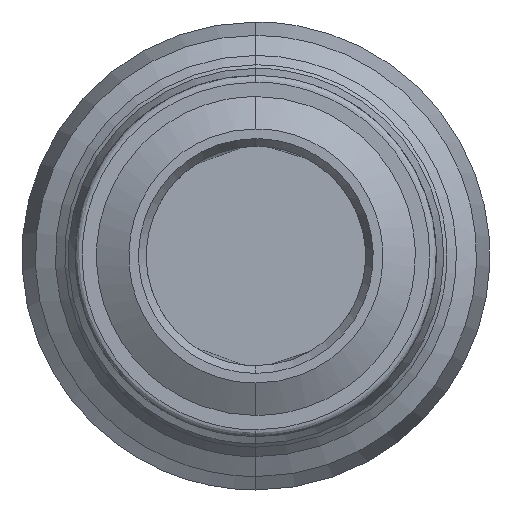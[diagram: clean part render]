
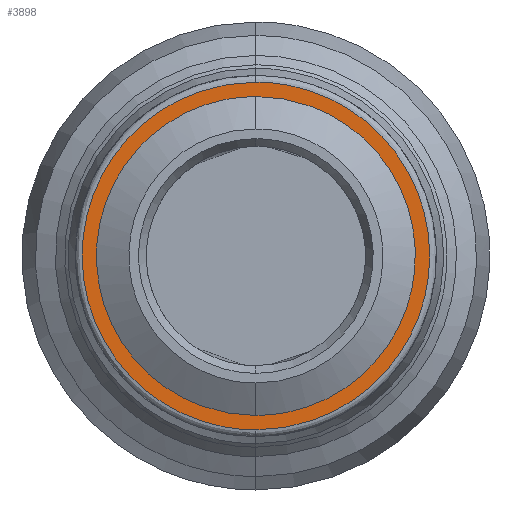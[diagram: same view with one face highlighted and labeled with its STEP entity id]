
A CAD part, front view. The second image highlights one B-rep face of the part: STEP entity #3898.
In plain terms, the highlighted free-form (B-spline) face has degree [1, 1] with [2, 2] control points.
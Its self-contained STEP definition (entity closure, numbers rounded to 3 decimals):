
#12 = FACE_OUTER_BOUND ( 'NONE', #2855, .T. ) ;
#44 = CARTESIAN_POINT ( 'NONE',  ( 5.962, -3.7, 0.783 ) ) ;
#60 = CARTESIAN_POINT ( 'NONE',  ( 3.005, -3.7, -5.209 ) ) ;
#92 = CARTESIAN_POINT ( 'NONE',  ( 0., -3.7, -6.5 ) ) ;
#100 = CARTESIAN_POINT ( 'NONE',  ( 0., -3.7, 5.962 ) ) ;
#163 = CARTESIAN_POINT ( 'NONE',  ( 5.679, -3.7, -3.276 ) ) ;
#176 = CARTESIAN_POINT ( 'NONE',  ( 0., -3.7, -6.5 ) ) ;
#182 = EDGE_CURVE ( 'NONE', #2848, #2170, #1675, .T. ) ;
#183 = CARTESIAN_POINT ( 'NONE',  ( 1.558, -3.7, -5.808 ) ) ;
#188 = CARTESIAN_POINT ( 'NONE',  ( -4.77, -3.7, -3.662 ) ) ;
#208 = FACE_BOUND ( 'NONE', #2845, .T. ) ;
#217 = CARTESIAN_POINT ( 'NONE',  ( -3.662, -3.7, 4.77 ) ) ;
#221 = CARTESIAN_POINT ( 'NONE',  ( -6.578, -3.7, 6.578 ) ) ;
#412 = ORIENTED_EDGE ( 'NONE', *, *, #554, .T. ) ;
#416 = CARTESIAN_POINT ( 'NONE',  ( 0.854, -3.7, -6.5 ) ) ;
#418 = CARTESIAN_POINT ( 'NONE',  ( -5.679, -3.7, -3.276 ) ) ;
#437 = CARTESIAN_POINT ( 'NONE',  ( -3.276, -3.7, 5.679 ) ) ;
#499 = CARTESIAN_POINT ( 'NONE',  ( 3.993, -3.7, -5.2 ) ) ;
#506 = CARTESIAN_POINT ( 'NONE',  ( -5.808, -3.7, -1.558 ) ) ;
#518 = CARTESIAN_POINT ( 'NONE',  ( -1.558, -3.7, 5.808 ) ) ;
#528 = CARTESIAN_POINT ( 'NONE',  ( -5.209, -3.7, -3.005 ) ) ;
#543 = ORIENTED_EDGE ( 'NONE', *, *, #182, .T. ) ;
#554 = EDGE_CURVE ( 'NONE', #2170, #2848, #705, .T. ) ;
#593 = EDGE_CURVE ( 'NONE', #1488, #2608, #1060, .T. ) ;
#705 = B_SPLINE_CURVE_WITH_KNOTS ( 'NONE', 3,
 ( #3763, #3430, #3114, #2472, #2478, #188, #528, #506, #846, #1820, #3422, #1507, #2778, #217, #824, #518, #2788, #1483 ),
 .UNSPECIFIED., .F., .F.,
 ( 4, 2, 2, 2, 2, 2, 2, 2, 4 ),
 ( 0., 0.393, 0.785, 1.178, 1.571, 1.963, 2.356, 2.749, 3.142 ),
 .UNSPECIFIED. ) ;
#743 = CARTESIAN_POINT ( 'NONE',  ( 0., -3.7, 6.5 ) ) ;
#749 = CARTESIAN_POINT ( 'NONE',  ( 0., -3.7, 6.5 ) ) ;
#824 = CARTESIAN_POINT ( 'NONE',  ( -3.005, -3.7, 5.209 ) ) ;
#846 = CARTESIAN_POINT ( 'NONE',  ( -5.962, -3.7, -0.783 ) ) ;
#849 = CARTESIAN_POINT ( 'NONE',  ( 0., -3.7, -5.962 ) ) ;
#876 = CARTESIAN_POINT ( 'NONE',  ( 6.578, -3.7, -6.578 ) ) ;
#965 = CARTESIAN_POINT ( 'NONE',  ( 0., -3.7, -5.962 ) ) ;
#1018 = CARTESIAN_POINT ( 'NONE',  ( 5.808, -3.7, -1.558 ) ) ;
#1060 = B_SPLINE_CURVE_WITH_KNOTS ( 'NONE', 3,
 ( #743, #2747, #3020, #437, #1715, #2722, #3321, #3652, #1731, #4005, #1418, #418, #1065, #3334, #1406, #2045, #2707, #2071 ),
 .UNSPECIFIED., .F., .F.,
 ( 4, 2, 2, 2, 2, 2, 2, 2, 4 ),
 ( 0., 0.393, 0.785, 1.178, 1.571, 1.963, 2.356, 2.749, 3.142 ),
 .UNSPECIFIED. ) ;
#1065 = CARTESIAN_POINT ( 'NONE',  ( -5.2, -3.7, -3.993 ) ) ;
#1148 = CARTESIAN_POINT ( 'NONE',  ( 3.276, -3.7, 5.679 ) ) ;
#1345 = CARTESIAN_POINT ( 'NONE',  ( 3.662, -3.7, 4.77 ) ) ;
#1354 = CARTESIAN_POINT ( 'NONE',  ( 5.209, -3.7, -3.005 ) ) ;
#1406 = CARTESIAN_POINT ( 'NONE',  ( -3.276, -3.7, -5.679 ) ) ;
#1418 = CARTESIAN_POINT ( 'NONE',  ( -6.332, -3.7, -1.699 ) ) ;
#1465 = CARTESIAN_POINT ( 'NONE',  ( 5.2, -3.7, 3.993 ) ) ;
#1476 = CARTESIAN_POINT ( 'NONE',  ( 6.5, -3.7, -0.854 ) ) ;
#1483 = CARTESIAN_POINT ( 'NONE',  ( 0., -3.7, 5.962 ) ) ;
#1488 = VERTEX_POINT ( 'NONE', #749 ) ;
#1507 = CARTESIAN_POINT ( 'NONE',  ( -5.209, -3.7, 3.005 ) ) ;
#1617 = CARTESIAN_POINT ( 'NONE',  ( 0., -3.7, 5.962 ) ) ;
#1651 = CARTESIAN_POINT ( 'NONE',  ( 4.77, -3.7, 3.662 ) ) ;
#1675 = B_SPLINE_CURVE_WITH_KNOTS ( 'NONE', 3,
 ( #100, #2393, #2956, #1694, #1345, #1651, #3929, #1976, #44, #2331, #1018, #1354, #3942, #1992, #60, #183, #3768, #849 ),
 .UNSPECIFIED., .F., .F.,
 ( 4, 2, 2, 2, 2, 2, 2, 2, 4 ),
 ( 0., 0.393, 0.785, 1.178, 1.571, 1.963, 2.356, 2.749, 3.142 ),
 .UNSPECIFIED. ) ;
#1694 = CARTESIAN_POINT ( 'NONE',  ( 3.005, -3.7, 5.209 ) ) ;
#1715 = CARTESIAN_POINT ( 'NONE',  ( -3.993, -3.7, 5.2 ) ) ;
#1731 = CARTESIAN_POINT ( 'NONE',  ( -6.5, -3.7, 0.854 ) ) ;
#1788 = CARTESIAN_POINT ( 'NONE',  ( 0., -3.7, 6.5 ) ) ;
#1800 = CARTESIAN_POINT ( 'NONE',  ( 5.2, -3.7, -3.993 ) ) ;
#1805 = CARTESIAN_POINT ( 'NONE',  ( 0.854, -3.7, 6.5 ) ) ;
#1820 = CARTESIAN_POINT ( 'NONE',  ( -5.962, -3.7, 0.783 ) ) ;
#1976 = CARTESIAN_POINT ( 'NONE',  ( 5.808, -3.7, 1.558 ) ) ;
#1992 = CARTESIAN_POINT ( 'NONE',  ( 3.662, -3.7, -4.77 ) ) ;
#2045 = CARTESIAN_POINT ( 'NONE',  ( -1.699, -3.7, -6.332 ) ) ;
#2071 = CARTESIAN_POINT ( 'NONE',  ( 0., -3.7, -6.5 ) ) ;
#2103 = ORIENTED_EDGE ( 'NONE', *, *, #2582, .T. ) ;
#2106 = CARTESIAN_POINT ( 'NONE',  ( 6.332, -3.7, -1.699 ) ) ;
#2130 = CARTESIAN_POINT ( 'NONE',  ( 3.993, -3.7, 5.2 ) ) ;
#2151 = CARTESIAN_POINT ( 'NONE',  ( 6.578, -3.7, 6.578 ) ) ;
#2165 = CARTESIAN_POINT ( 'NONE',  ( -6.578, -3.7, -6.578 ) ) ;
#2170 = VERTEX_POINT ( 'NONE', #965 ) ;
#2275 = B_SPLINE_SURFACE_WITH_KNOTS ( 'NONE', 1, 1, ( 
 ( #876, #2165 ),
 ( #2151, #221 ) ),
 .UNSPECIFIED., .F., .F., .F.,
 ( 2, 2 ),
 ( 2, 2 ),
 ( 0., 1. ),
 ( 0., 1. ),
 .UNSPECIFIED. ) ;
#2331 = CARTESIAN_POINT ( 'NONE',  ( 5.962, -3.7, -0.783 ) ) ;
#2393 = CARTESIAN_POINT ( 'NONE',  ( 0.783, -3.7, 5.962 ) ) ;
#2472 = CARTESIAN_POINT ( 'NONE',  ( -3.005, -3.7, -5.209 ) ) ;
#2476 = CARTESIAN_POINT ( 'NONE',  ( 3.276, -3.7, -5.679 ) ) ;
#2478 = CARTESIAN_POINT ( 'NONE',  ( -3.662, -3.7, -4.77 ) ) ;
#2582 = EDGE_CURVE ( 'NONE', #2608, #1488, #2808, .T. ) ;
#2608 = VERTEX_POINT ( 'NONE', #176 ) ;
#2707 = CARTESIAN_POINT ( 'NONE',  ( -0.854, -3.7, -6.5 ) ) ;
#2722 = CARTESIAN_POINT ( 'NONE',  ( -5.2, -3.7, 3.993 ) ) ;
#2747 = CARTESIAN_POINT ( 'NONE',  ( -0.854, -3.7, 6.5 ) ) ;
#2778 = CARTESIAN_POINT ( 'NONE',  ( -4.77, -3.7, 3.662 ) ) ;
#2788 = CARTESIAN_POINT ( 'NONE',  ( -0.783, -3.7, 5.962 ) ) ;
#2808 = B_SPLINE_CURVE_WITH_KNOTS ( 'NONE', 3,
 ( #92, #416, #3439, #2476, #499, #1800, #163, #2106, #1476, #4091, #3755, #3419, #1465, #2130, #1148, #3075, #1805, #1788 ),
 .UNSPECIFIED., .F., .F.,
 ( 4, 2, 2, 2, 2, 2, 2, 2, 4 ),
 ( 0., 0.393, 0.785, 1.178, 1.571, 1.963, 2.356, 2.749, 3.142 ),
 .UNSPECIFIED. ) ;
#2845 = EDGE_LOOP ( 'NONE', ( #412, #543 ) ) ;
#2848 = VERTEX_POINT ( 'NONE', #1617 ) ;
#2855 = EDGE_LOOP ( 'NONE', ( #4001, #2103 ) ) ;
#2956 = CARTESIAN_POINT ( 'NONE',  ( 1.558, -3.7, 5.808 ) ) ;
#3020 = CARTESIAN_POINT ( 'NONE',  ( -1.699, -3.7, 6.332 ) ) ;
#3075 = CARTESIAN_POINT ( 'NONE',  ( 1.699, -3.7, 6.332 ) ) ;
#3114 = CARTESIAN_POINT ( 'NONE',  ( -1.558, -3.7, -5.808 ) ) ;
#3321 = CARTESIAN_POINT ( 'NONE',  ( -5.679, -3.7, 3.276 ) ) ;
#3334 = CARTESIAN_POINT ( 'NONE',  ( -3.993, -3.7, -5.2 ) ) ;
#3419 = CARTESIAN_POINT ( 'NONE',  ( 5.679, -3.7, 3.276 ) ) ;
#3422 = CARTESIAN_POINT ( 'NONE',  ( -5.808, -3.7, 1.558 ) ) ;
#3430 = CARTESIAN_POINT ( 'NONE',  ( -0.783, -3.7, -5.962 ) ) ;
#3439 = CARTESIAN_POINT ( 'NONE',  ( 1.699, -3.7, -6.332 ) ) ;
#3652 = CARTESIAN_POINT ( 'NONE',  ( -6.332, -3.7, 1.699 ) ) ;
#3755 = CARTESIAN_POINT ( 'NONE',  ( 6.332, -3.7, 1.699 ) ) ;
#3763 = CARTESIAN_POINT ( 'NONE',  ( 0., -3.7, -5.962 ) ) ;
#3768 = CARTESIAN_POINT ( 'NONE',  ( 0.783, -3.7, -5.962 ) ) ;
#3898 = ADVANCED_FACE ( 'NONE', ( #208, #12 ), #2275, .T. ) ;
#3929 = CARTESIAN_POINT ( 'NONE',  ( 5.209, -3.7, 3.005 ) ) ;
#3942 = CARTESIAN_POINT ( 'NONE',  ( 4.77, -3.7, -3.662 ) ) ;
#4001 = ORIENTED_EDGE ( 'NONE', *, *, #593, .T. ) ;
#4005 = CARTESIAN_POINT ( 'NONE',  ( -6.5, -3.7, -0.854 ) ) ;
#4091 = CARTESIAN_POINT ( 'NONE',  ( 6.5, -3.7, 0.854 ) ) ;
